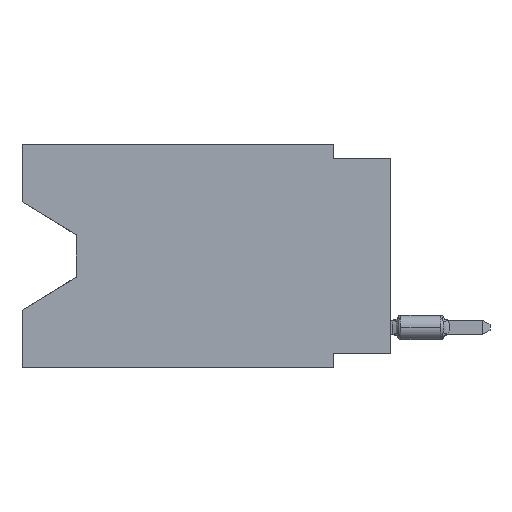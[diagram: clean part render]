
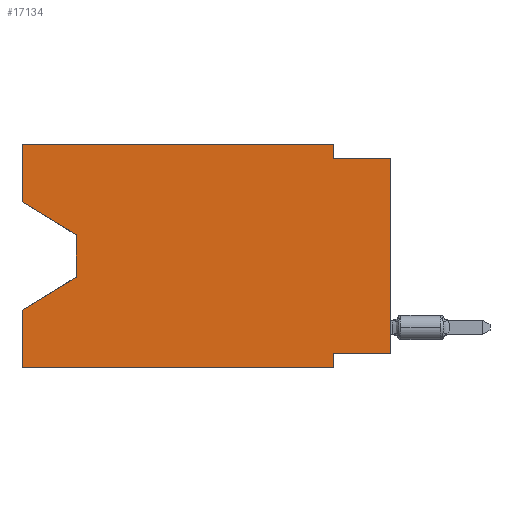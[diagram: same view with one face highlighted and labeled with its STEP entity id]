
A CAD part, left-side view. The second image highlights one B-rep face of the part: STEP entity #17134.
In plain terms, the highlighted planar face has unit normal (-1, 0, 0).
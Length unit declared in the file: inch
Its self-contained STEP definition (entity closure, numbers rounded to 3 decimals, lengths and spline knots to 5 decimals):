
#345 = EDGE_CURVE ( 'NONE', #12987, #9655, #5122, .T. ) ;
#497 = CARTESIAN_POINT ( 'NONE',  ( 0., 0.55, -0.158 ) ) ;
#878 = VECTOR ( 'NONE', #3287, 39.37008 ) ;
#1246 = CARTESIAN_POINT ( 'NONE',  ( 0., 0.645, -0.28975 ) ) ;
#1370 = CARTESIAN_POINT ( 'NONE',  ( 0., 0.645, 0. ) ) ;
#1782 = CARTESIAN_POINT ( 'NONE',  ( 0., 0.645, 0. ) ) ;
#2108 = VECTOR ( 'NONE', #16570, 39.37008 ) ;
#2501 = VERTEX_POINT ( 'NONE', #16151 ) ;
#2733 = ORIENTED_EDGE ( 'NONE', *, *, #9435, .T. ) ;
#2886 = LINE ( 'NONE', #12618, #9832 ) ;
#2964 = ORIENTED_EDGE ( 'NONE', *, *, #11462, .F. ) ;
#3071 = DIRECTION ( 'NONE',  ( 0., 0., -1. ) ) ;
#3179 = CARTESIAN_POINT ( 'NONE',  ( 0., 0.645, -0.10025 ) ) ;
#3201 = VERTEX_POINT ( 'NONE', #8703 ) ;
#3287 = DIRECTION ( 'NONE',  ( 0., 1., 0. ) ) ;
#3359 = AXIS2_PLACEMENT_3D ( 'NONE', #14534, #12526, #14352 ) ;
#3785 = CARTESIAN_POINT ( 'NONE',  ( 0., 0., -0.025 ) ) ;
#3827 = VECTOR ( 'NONE', #3071, 39.37008 ) ;
#3829 = VECTOR ( 'NONE', #11518, 39.37008 ) ;
#3832 = LINE ( 'NONE', #5313, #6824 ) ;
#4113 = VERTEX_POINT ( 'NONE', #497 ) ;
#4134 = EDGE_CURVE ( 'NONE', #15534, #10354, #6356, .T. ) ;
#4242 = EDGE_CURVE ( 'NONE', #2501, #11634, #3832, .T. ) ;
#4736 = ORIENTED_EDGE ( 'NONE', *, *, #13940, .F. ) ;
#4797 = CARTESIAN_POINT ( 'NONE',  ( 0., 0.1, -0.39 ) ) ;
#5122 = LINE ( 'NONE', #15208, #2108 ) ;
#5272 = VECTOR ( 'NONE', #16583, 39.37008 ) ;
#5313 = CARTESIAN_POINT ( 'NONE',  ( 0., 0.645, -0.39 ) ) ;
#5543 = CARTESIAN_POINT ( 'NONE',  ( 0., 0.1, -0.365 ) ) ;
#5672 = DIRECTION ( 'NONE',  ( 0., 0., -1. ) ) ;
#5780 = ORIENTED_EDGE ( 'NONE', *, *, #14669, .T. ) ;
#5875 = LINE ( 'NONE', #1782, #3829 ) ;
#6314 = LINE ( 'NONE', #7951, #7740 ) ;
#6324 = VECTOR ( 'NONE', #12411, 39.37008 ) ;
#6356 = LINE ( 'NONE', #15959, #878 ) ;
#6357 = ORIENTED_EDGE ( 'NONE', *, *, #15441, .F. ) ;
#6451 = VECTOR ( 'NONE', #7806, 39.37008 ) ;
#6824 = VECTOR ( 'NONE', #7999, 39.37008 ) ;
#7740 = VECTOR ( 'NONE', #13506, 39.37008 ) ;
#7747 = ORIENTED_EDGE ( 'NONE', *, *, #4134, .F. ) ;
#7806 = DIRECTION ( 'NONE',  ( 0., -1., 0. ) ) ;
#7868 = ORIENTED_EDGE ( 'NONE', *, *, #8827, .F. ) ;
#7951 = CARTESIAN_POINT ( 'NONE',  ( 0., 0., 0. ) ) ;
#7999 = DIRECTION ( 'NONE',  ( 0., -1., 0. ) ) ;
#8187 = ORIENTED_EDGE ( 'NONE', *, *, #12621, .T. ) ;
#8533 = VECTOR ( 'NONE', #13630, 39.37008 ) ;
#8703 = CARTESIAN_POINT ( 'NONE',  ( 0., 0.645, 0. ) ) ;
#8827 = EDGE_CURVE ( 'NONE', #10354, #11634, #2886, .T. ) ;
#8893 = PLANE ( 'NONE',  #3359 ) ;
#9166 = EDGE_CURVE ( 'NONE', #11332, #3201, #11293, .T. ) ;
#9280 = CARTESIAN_POINT ( 'NONE',  ( 0., 0.55, -0.158 ) ) ;
#9367 = LINE ( 'NONE', #15014, #6451 ) ;
#9435 = EDGE_CURVE ( 'NONE', #15534, #9655, #6314, .T. ) ;
#9493 = VERTEX_POINT ( 'NONE', #16263 ) ;
#9655 = VERTEX_POINT ( 'NONE', #3785 ) ;
#9799 = CARTESIAN_POINT ( 'NONE',  ( 0., 0.645, -0.10025 ) ) ;
#9832 = VECTOR ( 'NONE', #5672, 39.37008 ) ;
#10014 = CARTESIAN_POINT ( 'NONE',  ( 0., 0.1, 0. ) ) ;
#10273 = FACE_OUTER_BOUND ( 'NONE', #13515, .T. ) ;
#10354 = VERTEX_POINT ( 'NONE', #5543 ) ;
#11056 = LINE ( 'NONE', #14950, #5272 ) ;
#11293 = LINE ( 'NONE', #1370, #6324 ) ;
#11332 = VERTEX_POINT ( 'NONE', #3179 ) ;
#11380 = ORIENTED_EDGE ( 'NONE', *, *, #345, .F. ) ;
#11462 = EDGE_CURVE ( 'NONE', #3201, #9493, #9367, .T. ) ;
#11518 = DIRECTION ( 'NONE',  ( 0., 0., 1. ) ) ;
#11634 = VERTEX_POINT ( 'NONE', #4797 ) ;
#11676 = ORIENTED_EDGE ( 'NONE', *, *, #9166, .F. ) ;
#11833 = VECTOR ( 'NONE', #15541, 39.37008 ) ;
#12265 = EDGE_CURVE ( 'NONE', #18041, #16195, #11056, .T. ) ;
#12411 = DIRECTION ( 'NONE',  ( 0., 0., 1. ) ) ;
#12526 = DIRECTION ( 'NONE',  ( 1., 0., 0. ) ) ;
#12618 = CARTESIAN_POINT ( 'NONE',  ( 0., 0.1, -0.39 ) ) ;
#12621 = EDGE_CURVE ( 'NONE', #4113, #18041, #16294, .T. ) ;
#12690 = ORIENTED_EDGE ( 'NONE', *, *, #12265, .T. ) ;
#12987 = VERTEX_POINT ( 'NONE', #17750 ) ;
#13506 = DIRECTION ( 'NONE',  ( 0., 0., 1. ) ) ;
#13515 = EDGE_LOOP ( 'NONE', ( #5780, #8187, #12690, #4736, #17592, #7868, #7747, #2733, #11380, #6357, #2964, #11676 ) ) ;
#13630 = DIRECTION ( 'NONE',  ( 0., 0., -1. ) ) ;
#13940 = EDGE_CURVE ( 'NONE', #2501, #16195, #5875, .T. ) ;
#14352 = DIRECTION ( 'NONE',  ( 0., 0., -1. ) ) ;
#14534 = CARTESIAN_POINT ( 'NONE',  ( 0., 0.645, 0. ) ) ;
#14669 = EDGE_CURVE ( 'NONE', #11332, #4113, #16816, .T. ) ;
#14950 = CARTESIAN_POINT ( 'NONE',  ( 0., 0.55, -0.232 ) ) ;
#15014 = CARTESIAN_POINT ( 'NONE',  ( 0., 0.645, 0. ) ) ;
#15208 = CARTESIAN_POINT ( 'NONE',  ( 0., 0., -0.025 ) ) ;
#15441 = EDGE_CURVE ( 'NONE', #9493, #12987, #15932, .T. ) ;
#15534 = VERTEX_POINT ( 'NONE', #15657 ) ;
#15541 = DIRECTION ( 'NONE',  ( 0., -0.855, -0.519 ) ) ;
#15657 = CARTESIAN_POINT ( 'NONE',  ( 0., 0., -0.365 ) ) ;
#15932 = LINE ( 'NONE', #10014, #3827 ) ;
#15959 = CARTESIAN_POINT ( 'NONE',  ( 0., 0., -0.365 ) ) ;
#16151 = CARTESIAN_POINT ( 'NONE',  ( 0., 0.645, -0.39 ) ) ;
#16195 = VERTEX_POINT ( 'NONE', #1246 ) ;
#16263 = CARTESIAN_POINT ( 'NONE',  ( 0., 0.1, 0. ) ) ;
#16294 = LINE ( 'NONE', #9280, #8533 ) ;
#16570 = DIRECTION ( 'NONE',  ( 0., -1., 0. ) ) ;
#16583 = DIRECTION ( 'NONE',  ( 0., 0.855, -0.519 ) ) ;
#16816 = LINE ( 'NONE', #9799, #11833 ) ;
#17134 = ADVANCED_FACE ( 'NONE', ( #10273 ), #8893, .F. ) ;
#17592 = ORIENTED_EDGE ( 'NONE', *, *, #4242, .T. ) ;
#17750 = CARTESIAN_POINT ( 'NONE',  ( 0., 0.1, -0.025 ) ) ;
#18041 = VERTEX_POINT ( 'NONE', #18192 ) ;
#18192 = CARTESIAN_POINT ( 'NONE',  ( 0., 0.55, -0.232 ) ) ;
